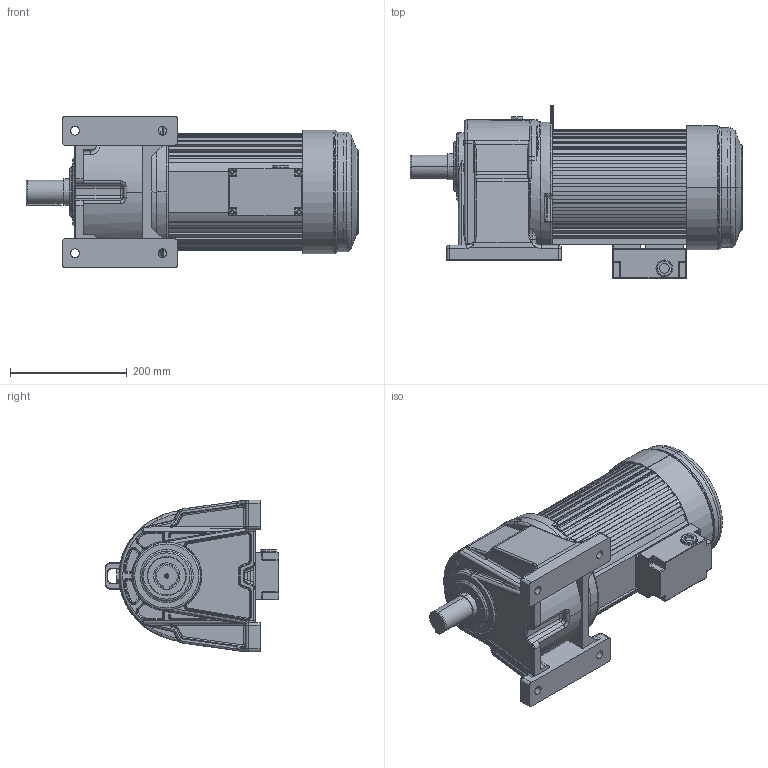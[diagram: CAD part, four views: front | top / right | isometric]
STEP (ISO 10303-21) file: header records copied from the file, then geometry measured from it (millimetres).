
FILE_DESCRIPTION (( 'STEP AP214' ), '1' );
FILE_NAME ('GH-40-3700-i-A-B-G4-DR.STEP', '2023-09-20T01:52:26', ( '' ), ( '' ), 'SwSTEP 2.0', 'SolidWorks 2021', '' );
FILE_SCHEMA (( 'AUTOMOTIVE_DESIGN' ));
Length unit declared in the file: millimetre
Products named in the file (7): G400_蕼偞; GH-40-3700-i-A-B-G4-DR; 2200W_蕼偞; GH-40-3700-i-A-G4-DR(2)_蕼偞; 3700WJIKE_蕼偞; 煞車接線盒DOWN-UP_預設; H40_蕼偞
Assembly tree (6 placements, depth 3):
  GH-40-3700-i-A-B-G4-DR
    GH-40-3700-i-A-G4-DR(2)_蕼偞
      H40_蕼偞
      G400_蕼偞
      3700WJIKE_蕼偞
      2200W_蕼偞
    煞車接線盒DOWN-UP_預設
Bounding box: 569 x 296.85 x 260 mm (x, y, z)
Volume: 4749642.1 mm3; surface area: 1160353 mm2
Topology: 5 solids, 7 shells, 1928 faces, 5101 edges, 3207 vertices
Faces by surface type: plane 883, cylinder 653, torus 240, bspline 106, sphere 38, cone 8
Entity records: 72343 total; most frequent: CARTESIAN_POINT 24253, ORIENTED_EDGE 10140, DIRECTION 9920, EDGE_CURVE 5070, AXIS2_PLACEMENT_3D 3447, VERTEX_POINT 3207, VECTOR 3026, LINE 3026
